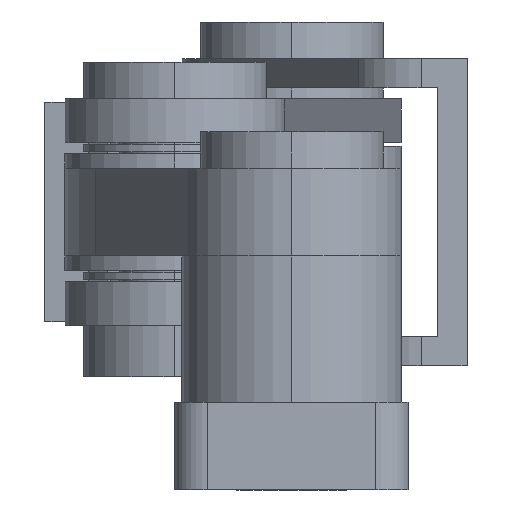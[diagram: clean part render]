
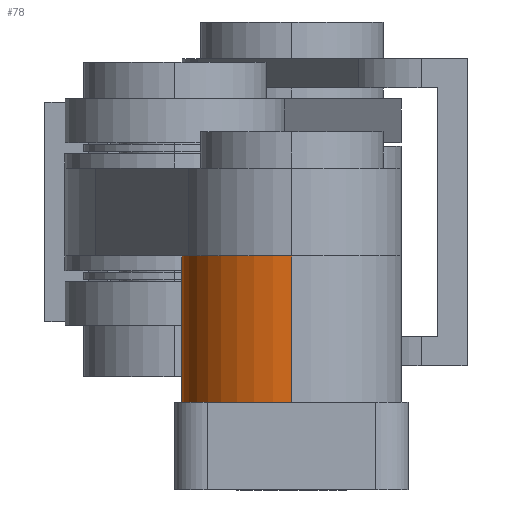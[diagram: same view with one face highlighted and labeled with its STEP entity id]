
A CAD part, left-side view. The second image highlights one B-rep face of the part: STEP entity #78.
In plain terms, the highlighted cylindrical face has radius 15 mm (diameter 30 mm), a partial arc.
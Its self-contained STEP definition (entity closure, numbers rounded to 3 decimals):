
#68 = ORIENTED_EDGE ( 'NONE', *, *, #69, .F. ) ;
#69 = EDGE_CURVE ( 'NONE', #82, #113, #1924, .T. ) ;
#78 = ADVANCED_FACE ( 'NONE', ( #1949 ), #1948, .T. ) ;
#79 = ORIENTED_EDGE ( 'NONE', *, *, #80, .F. ) ;
#80 = EDGE_CURVE ( 'NONE', #81, #82, #1942, .T. ) ;
#81 = VERTEX_POINT ( 'NONE', #1938 ) ;
#82 = VERTEX_POINT ( 'NONE', #1937 ) ;
#84 = ORIENTED_EDGE ( 'NONE', *, *, #85, .T. ) ;
#85 = EDGE_CURVE ( 'NONE', #81, #86, #2062, .T. ) ;
#86 = VERTEX_POINT ( 'NONE', #2058 ) ;
#87 = ORIENTED_EDGE ( 'NONE', *, *, #88, .T. ) ;
#88 = EDGE_CURVE ( 'NONE', #86, #113, #2057, .T. ) ;
#113 = VERTEX_POINT ( 'NONE', #1976 ) ;
#131 = EDGE_LOOP ( 'NONE', ( #79, #84, #87, #68 ) ) ;
#1921 = DIRECTION ( 'NONE',  ( 0., 0., -1. ) ) ;
#1922 = VECTOR ( 'NONE', #1921, 1000. ) ;
#1923 = CARTESIAN_POINT ( 'NONE',  ( -15., 0., 10. ) ) ;
#1924 = LINE ( 'NONE', #1923, #1922 ) ;
#1937 = CARTESIAN_POINT ( 'NONE',  ( -15., 0., 10. ) ) ;
#1938 = CARTESIAN_POINT ( 'NONE',  ( 15., 0., 10. ) ) ;
#1939 = DIRECTION ( 'NONE',  ( 1., 0., 0. ) ) ;
#1940 = DIRECTION ( 'NONE',  ( 0., 0., 1. ) ) ;
#1941 = AXIS2_PLACEMENT_3D ( 'NONE', #1947, #1940, #1939 ) ;
#1942 = CIRCLE ( 'NONE', #1941, 15. ) ;
#1943 = DIRECTION ( 'NONE',  ( -1., 0., 0. ) ) ;
#1944 = DIRECTION ( 'NONE',  ( 0., 0., -1. ) ) ;
#1945 = CARTESIAN_POINT ( 'NONE',  ( 0., 0., 10. ) ) ;
#1946 = AXIS2_PLACEMENT_3D ( 'NONE', #1945, #1944, #1943 ) ;
#1947 = CARTESIAN_POINT ( 'NONE',  ( 0., 0., 10. ) ) ;
#1948 = CYLINDRICAL_SURFACE ( 'NONE', #1946, 15. ) ;
#1949 = FACE_OUTER_BOUND ( 'NONE', #131, .T. ) ;
#1976 = CARTESIAN_POINT ( 'NONE',  ( -15., 0., -10. ) ) ;
#2053 = DIRECTION ( 'NONE',  ( 1., 0., 0. ) ) ;
#2054 = DIRECTION ( 'NONE',  ( 0., 0., 1. ) ) ;
#2055 = CARTESIAN_POINT ( 'NONE',  ( 0., 0., -10. ) ) ;
#2056 = AXIS2_PLACEMENT_3D ( 'NONE', #2055, #2054, #2053 ) ;
#2057 = CIRCLE ( 'NONE', #2056, 15. ) ;
#2058 = CARTESIAN_POINT ( 'NONE',  ( 15., 0., -10. ) ) ;
#2059 = DIRECTION ( 'NONE',  ( 0., 0., -1. ) ) ;
#2060 = VECTOR ( 'NONE', #2059, 1000. ) ;
#2061 = CARTESIAN_POINT ( 'NONE',  ( 15., 0., 10. ) ) ;
#2062 = LINE ( 'NONE', #2061, #2060 ) ;
